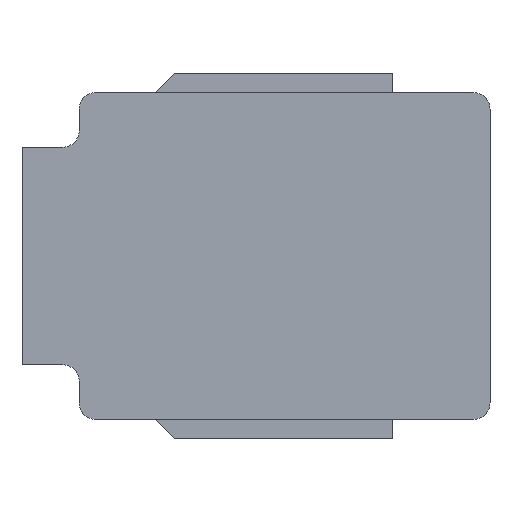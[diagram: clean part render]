
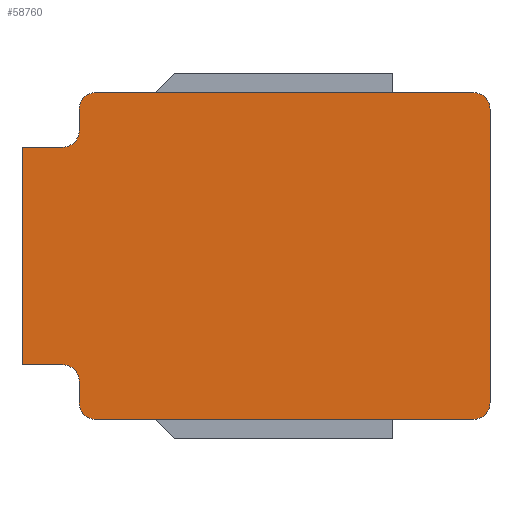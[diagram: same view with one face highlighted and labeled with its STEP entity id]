
A CAD part, left-side view. The second image highlights one B-rep face of the part: STEP entity #58760.
In plain terms, the highlighted planar face has unit normal (-1, 0, 0).
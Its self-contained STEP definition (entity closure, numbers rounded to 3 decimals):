
#51330=CARTESIAN_POINT('',(-14.739,-12.834,0.8));
#51340=DIRECTION('',(0.,-1.,0.));
#51350=VECTOR('',#51340,1.);
#51360=LINE('',#51330,#51350);
#51370=CARTESIAN_POINT('',(-14.739,-18.272,0.8));
#51380=VERTEX_POINT('',#51370);
#51390=CARTESIAN_POINT('',(-14.739,-19.022,0.8));
#51400=VERTEX_POINT('',#51390);
#51410=EDGE_CURVE('',#51380,#51400,#51360,.T.);
#51800=CARTESIAN_POINT('',(-14.739,-17.972,3.476));
#51810=DIRECTION('',(0.,0.,1.));
#51820=VECTOR('',#51810,1.);
#51830=LINE('',#51800,#51820);
#51840=CARTESIAN_POINT('',(-14.739,-17.972,5.1));
#51850=VERTEX_POINT('',#51840);
#51860=CARTESIAN_POINT('',(-14.739,-17.972,5.5));
#51870=VERTEX_POINT('',#51860);
#51880=EDGE_CURVE('',#51850,#51870,#51830,.T.);
#52400=CARTESIAN_POINT('',(-14.739,-18.272,4.8));
#52410=VERTEX_POINT('',#52400);
#52440=CARTESIAN_POINT('',(-14.739,-18.272,5.1));
#52450=DIRECTION('',(-1.,0.,0.));
#52460=DIRECTION('',(0.,-1.,0.));
#52470=AXIS2_PLACEMENT_3D('',#52440,#52450,#52460);
#52480=CIRCLE('',#52470,0.3);
#52490=EDGE_CURVE('',#51850,#52410,#52480,.T.);
#54920=CARTESIAN_POINT('',(-14.739,-17.972,0.5));
#54930=VERTEX_POINT('',#54920);
#54960=CARTESIAN_POINT('',(-14.739,-18.272,0.5));
#54970=DIRECTION('',(1.,0.,0.));
#54980=DIRECTION('',(0.,1.,0.));
#54990=AXIS2_PLACEMENT_3D('',#54960,#54970,#54980);
#55000=CIRCLE('',#54990,0.3);
#55010=EDGE_CURVE('',#54930,#51380,#55000,.T.);
#57850=CARTESIAN_POINT('',(-14.739,-12.834,3.476
));
#57860=DIRECTION('',(-1.,0.,0.));
#57870=DIRECTION('',(0.,-1.,0.));
#57880=AXIS2_PLACEMENT_3D('',#57850,#57860,#57870);
#57890=PLANE('',#57880);
#57900=ORIENTED_EDGE('',*,*,#55010,.T.);
#57910=CARTESIAN_POINT('',(-14.739,-17.972,3.476));
#57920=DIRECTION('',(0.,0.,-1.));
#57930=VECTOR('',#57920,1.);
#57940=LINE('',#57910,#57930);
#57950=CARTESIAN_POINT('',(-14.739,-17.972,0.1));
#57960=VERTEX_POINT('',#57950);
#57970=EDGE_CURVE('',#54930,#57960,#57940,.T.);
#57980=ORIENTED_EDGE('',*,*,#57970,.F.);
#57990=CARTESIAN_POINT('',(-14.739,-17.672,0.1));
#58000=DIRECTION('',(1.,0.,0.));
#58010=DIRECTION('',(0.,1.,0.));
#58020=AXIS2_PLACEMENT_3D('',#57990,#58000,#58010);
#58030=CIRCLE('',#58020,0.3);
#58040=CARTESIAN_POINT('',(-14.739,-17.672,-0.2));
#58050=VERTEX_POINT('',#58040);
#58060=EDGE_CURVE('',#57960,#58050,#58030,.T.);
#58070=ORIENTED_EDGE('',*,*,#58060,.F.);
#58080=CARTESIAN_POINT('',(-14.739,-12.834,-0.2));
#58090=DIRECTION('',(0.,-1.,0.));
#58100=VECTOR('',#58090,1.);
#58110=LINE('',#58080,#58100);
#58120=CARTESIAN_POINT('',(-14.739,-10.722,-0.2));
#58130=VERTEX_POINT('',#58120);
#58140=EDGE_CURVE('',#58130,#58050,#58110,.T.);
#58150=ORIENTED_EDGE('',*,*,#58140,.T.);
#58160=CARTESIAN_POINT('',(-14.739,-10.722,0.1));
#58170=DIRECTION('',(1.,0.,0.));
#58180=DIRECTION('',(0.,1.,0.));
#58190=AXIS2_PLACEMENT_3D('',#58160,#58170,#58180);
#58200=CIRCLE('',#58190,0.3);
#58210=CARTESIAN_POINT('',(-14.739,-10.422,0.1));
#58220=VERTEX_POINT('',#58210);
#58230=EDGE_CURVE('',#58130,#58220,#58200,.T.);
#58240=ORIENTED_EDGE('',*,*,#58230,.F.);
#58250=CARTESIAN_POINT('',(-14.739,-10.422,3.476));
#58260=DIRECTION('',(0.,0.,-1.));
#58270=VECTOR('',#58260,1.);
#58280=LINE('',#58250,#58270);
#58290=CARTESIAN_POINT('',(-14.739,-10.422,5.5));
#58300=VERTEX_POINT('',#58290);
#58310=EDGE_CURVE('',#58300,#58220,#58280,.T.);
#58320=ORIENTED_EDGE('',*,*,#58310,.T.);
#58330=CARTESIAN_POINT('',(-14.739,-10.722,5.5));
#58340=DIRECTION('',(-1.,0.,0.));
#58350=DIRECTION('',(0.,-1.,0.));
#58360=AXIS2_PLACEMENT_3D('',#58330,#58340,#58350);
#58370=CIRCLE('',#58360,0.3);
#58380=CARTESIAN_POINT('',(-14.739,-10.722,5.8));
#58390=VERTEX_POINT('',#58380);
#58400=EDGE_CURVE('',#58390,#58300,#58370,.T.);
#58410=ORIENTED_EDGE('',*,*,#58400,.T.);
#58420=CARTESIAN_POINT('',(-14.739,-12.834,5.8));
#58430=DIRECTION('',(0.,1.,0.));
#58440=VECTOR('',#58430,1.);
#58450=LINE('',#58420,#58440);
#58460=CARTESIAN_POINT('',(-14.739,-17.672,5.8));
#58470=VERTEX_POINT('',#58460);
#58480=EDGE_CURVE('',#58470,#58390,#58450,.T.);
#58490=ORIENTED_EDGE('',*,*,#58480,.T.);
#58500=CARTESIAN_POINT('',(-14.739,-17.672,5.5));
#58510=DIRECTION('',(1.,0.,0.));
#58520=DIRECTION('',(0.,1.,0.));
#58530=AXIS2_PLACEMENT_3D('',#58500,#58510,#58520);
#58540=CIRCLE('',#58530,0.3);
#58550=EDGE_CURVE('',#58470,#51870,#58540,.T.);
#58560=ORIENTED_EDGE('',*,*,#58550,.F.);
#58570=ORIENTED_EDGE('',*,*,#51880,.T.);
#58580=ORIENTED_EDGE('',*,*,#52490,.F.);
#58590=CARTESIAN_POINT('',(-14.739,-12.834,4.8));
#58600=DIRECTION('',(0.,1.,0.));
#58610=VECTOR('',#58600,1.);
#58620=LINE('',#58590,#58610);
#58630=CARTESIAN_POINT('',(-14.739,-19.022,4.8));
#58640=VERTEX_POINT('',#58630);
#58650=EDGE_CURVE('',#58640,#52410,#58620,.T.);
#58660=ORIENTED_EDGE('',*,*,#58650,.T.);
#58670=CARTESIAN_POINT('',(-14.739,-19.022,3.476));
#58680=DIRECTION('',(0.,0.,1.));
#58690=VECTOR('',#58680,1.);
#58700=LINE('',#58670,#58690);
#58710=EDGE_CURVE('',#51400,#58640,#58700,.T.);
#58720=ORIENTED_EDGE('',*,*,#58710,.T.);
#58730=ORIENTED_EDGE('',*,*,#51410,.T.);
#58740=EDGE_LOOP('',(#58730,#58720,#58660,#58580,#58570,#58560,#58490,
#58410,#58320,#58240,#58150,#58070,#57980,#57900));
#58750=FACE_OUTER_BOUND('',#58740,.T.);
#58760=ADVANCED_FACE('',(#58750),#57890,.T.);
